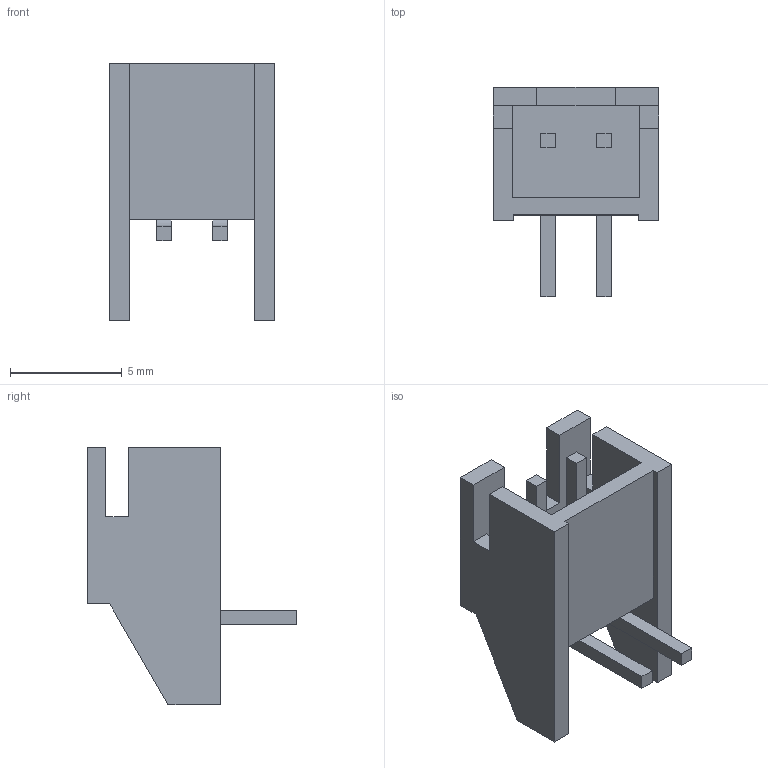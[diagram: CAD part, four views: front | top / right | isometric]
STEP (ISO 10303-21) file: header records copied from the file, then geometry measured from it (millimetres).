
FILE_DESCRIPTION (( 'STEP AP214' ), '1' );
FILE_NAME ('S2B-XH-A-1.STEP', '2010-06-21T03:28:49', ( '9g-mnaganawa' ), ( 'ｊｓｔ－ｏｅｃ' ), 'SwSTEP 2.0', 'SolidWorks 2005235', '' );
FILE_SCHEMA (( 'AUTOMOTIVE_DESIGN' ));
Length unit declared in the file: millimetre
Products named in the file (1): S2B-XH-A-1
Bounding box: 7.4 x 9.35 x 11.5 mm (x, y, z)
Volume: 211.8 mm3; surface area: 484.3 mm2
Topology: 1 solids, 1 shells, 52 faces, 138 edges, 92 vertices
Faces by surface type: plane 48, cylinder 4
Entity records: 1877 total; most frequent: CARTESIAN_POINT 283, ORIENTED_EDGE 276, DIRECTION 252, EDGE_CURVE 138, VECTOR 130, LINE 130, VERTEX_POINT 92, AXIS2_PLACEMENT_3D 61
